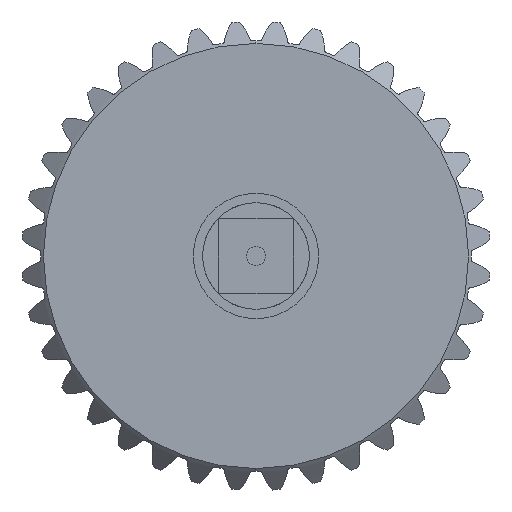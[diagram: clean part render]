
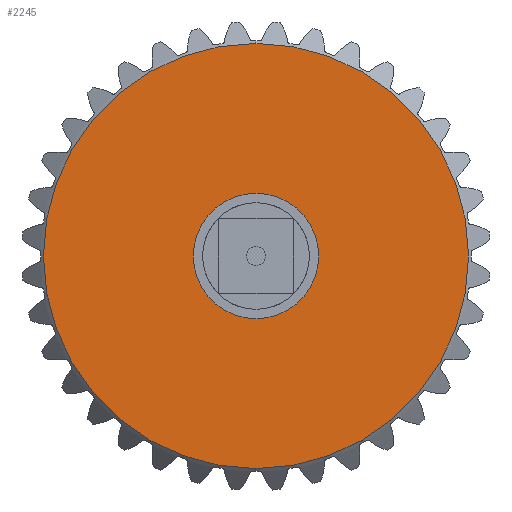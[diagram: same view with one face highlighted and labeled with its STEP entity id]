
A CAD part, left-side view. The second image highlights one B-rep face of the part: STEP entity #2245.
In plain terms, the highlighted planar face has unit normal (-1, 0, 0).
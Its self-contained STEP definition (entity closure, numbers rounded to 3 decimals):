
#426 = FACE_BOUND ( 'NONE', #618, .T. ) ;
#618 = EDGE_LOOP ( 'NONE', ( #4713, #7305 ) ) ;
#751 = VERTEX_POINT ( 'NONE', #6672 ) ;
#883 = CARTESIAN_POINT ( 'NONE',  ( 6.25, -2.533, -1.524 ) ) ;
#898 = VERTEX_POINT ( 'NONE', #6059 ) ;
#1197 = DIRECTION ( 'NONE',  ( -1., 0., 0. ) ) ;
#1515 = DIRECTION ( 'NONE',  ( -1., 0., 0. ) ) ;
#1910 = PLANE ( 'NONE',  #9531 ) ;
#2039 = EDGE_CURVE ( 'NONE', #898, #751, #7867, .T. ) ;
#2072 = FACE_OUTER_BOUND ( 'NONE', #2350, .T. ) ;
#2189 = AXIS2_PLACEMENT_3D ( 'NONE', #9881, #1197, #7490 ) ;
#2245 = ADVANCED_FACE ( 'NONE', ( #426, #2072 ), #1910, .T. ) ;
#2252 = ORIENTED_EDGE ( 'NONE', *, *, #5307, .T. ) ;
#2350 = EDGE_LOOP ( 'NONE', ( #2252, #7194 ) ) ;
#2471 = VERTEX_POINT ( 'NONE', #7170 ) ;
#2697 = VERTEX_POINT ( 'NONE', #5660 ) ;
#3424 = AXIS2_PLACEMENT_3D ( 'NONE', #6874, #1515, #4756 ) ;
#3878 = DIRECTION ( 'NONE',  ( 0., 0., 1. ) ) ;
#3962 = AXIS2_PLACEMENT_3D ( 'NONE', #883, #4843, #3878 ) ;
#4451 = CIRCLE ( 'NONE', #3962, 10. ) ;
#4653 = CIRCLE ( 'NONE', #2189, 33.899 ) ;
#4713 = ORIENTED_EDGE ( 'NONE', *, *, #9445, .F. ) ;
#4756 = DIRECTION ( 'NONE',  ( 0., 0., 1. ) ) ;
#4843 = DIRECTION ( 'NONE',  ( -1., 0., 0. ) ) ;
#5040 = DIRECTION ( 'NONE',  ( -1., 0., 0. ) ) ;
#5307 = EDGE_CURVE ( 'NONE', #751, #898, #4653, .T. ) ;
#5660 = CARTESIAN_POINT ( 'NONE',  ( 6.25, -2.533, 8.476 ) ) ;
#6013 = CIRCLE ( 'NONE', #10147, 10. ) ;
#6059 = CARTESIAN_POINT ( 'NONE',  ( 6.25, -2.533, -35.423 ) ) ;
#6672 = CARTESIAN_POINT ( 'NONE',  ( 6.25, -2.533, 32.375 ) ) ;
#6874 = CARTESIAN_POINT ( 'NONE',  ( 6.25, -2.533, -1.524 ) ) ;
#7170 = CARTESIAN_POINT ( 'NONE',  ( 6.25, -2.533, -11.524 ) ) ;
#7194 = ORIENTED_EDGE ( 'NONE', *, *, #2039, .T. ) ;
#7305 = ORIENTED_EDGE ( 'NONE', *, *, #7870, .F. ) ;
#7477 = CARTESIAN_POINT ( 'NONE',  ( 6.25, -2.533, -1.524 ) ) ;
#7490 = DIRECTION ( 'NONE',  ( 0., 0., 1. ) ) ;
#7519 = DIRECTION ( 'NONE',  ( -1., 0., 0. ) ) ;
#7535 = DIRECTION ( 'NONE',  ( 0., 0., 1. ) ) ;
#7867 = CIRCLE ( 'NONE', #3424, 33.899 ) ;
#7870 = EDGE_CURVE ( 'NONE', #2697, #2471, #4451, .T. ) ;
#9445 = EDGE_CURVE ( 'NONE', #2471, #2697, #6013, .T. ) ;
#9531 = AXIS2_PLACEMENT_3D ( 'NONE', #7477, #5040, #7535 ) ;
#9805 = CARTESIAN_POINT ( 'NONE',  ( 6.25, -2.533, -1.524 ) ) ;
#9857 = DIRECTION ( 'NONE',  ( 0., 0., 1. ) ) ;
#9881 = CARTESIAN_POINT ( 'NONE',  ( 6.25, -2.533, -1.524 ) ) ;
#10147 = AXIS2_PLACEMENT_3D ( 'NONE', #9805, #7519, #9857 ) ;
